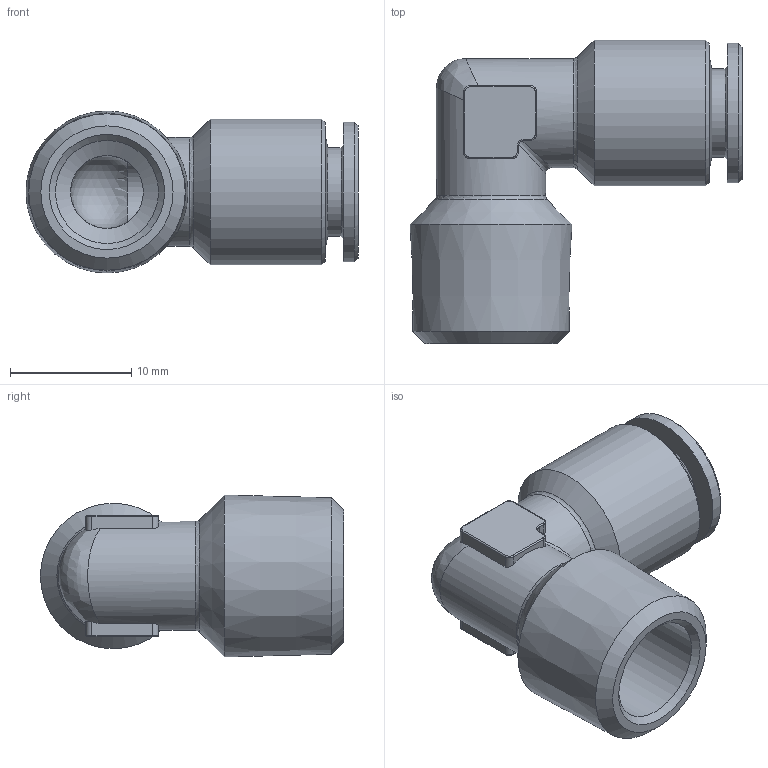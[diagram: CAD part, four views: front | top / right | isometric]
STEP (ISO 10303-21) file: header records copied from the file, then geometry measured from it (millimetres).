
FILE_DESCRIPTION( ( 'STEP AP214' ), '1' );
FILE_NAME( 'psolqas_3196_16.stp', '2020-12-01T17:09:09', ( 'License CC BY-ND 4.0' ), ( 'CADENAS' ), ' ', 'PARTsolutions', ' ' );
FILE_SCHEMA( ( 'AUTOMOTIVE_DESIGN { 1 0 10303 214 1 1 1 1 }' ) );
Length unit declared in the file: metre
Products named in the file (1): Rivoluzione1
Bounding box: 27.38 x 25 x 13.35 mm (x, y, z)
Volume: 2460.4 mm3; surface area: 2505.1 mm2
Topology: 1 solids, 1 shells, 80 faces, 198 edges, 120 vertices
Faces by surface type: cylinder 33, plane 18, torus 14, cone 12, bspline 2, sphere 1
Full cylindrical faces by diameter (mm): 5 x1, 6 x1, 6.15 x1, 7.3 x1, 8.5 x1, 9 x2, 11.5 x1, 12 x1
Entity records: 3137 total; most frequent: CARTESIAN_POINT 766, DIRECTION 372, ORIENTED_EDGE 320, EDGE_CURVE 160, AXIS2_PLACEMENT_3D 158, VERTEX_POINT 109, EDGE_LOOP 107, FACE_OUTER_BOUND 90
